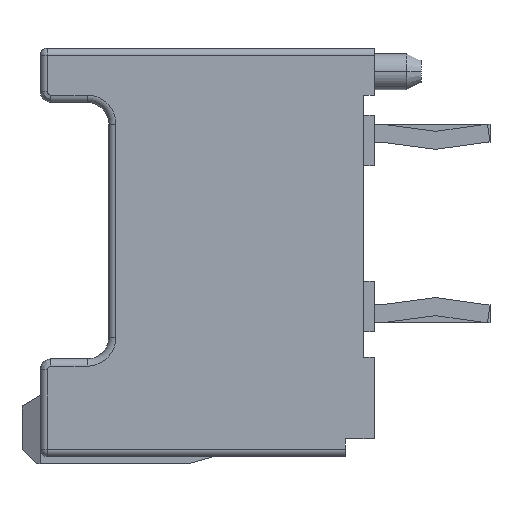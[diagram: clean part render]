
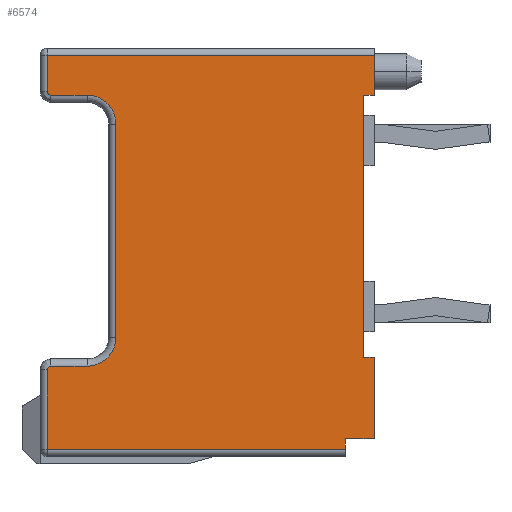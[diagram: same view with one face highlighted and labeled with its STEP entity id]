
A CAD part, left-side view. The second image highlights one B-rep face of the part: STEP entity #6574.
In plain terms, the highlighted planar face has unit normal (-1, 0, 0).
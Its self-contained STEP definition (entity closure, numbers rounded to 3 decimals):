
#1=DIRECTION('',(0.,0.,-1.));
#2=VECTOR('',#1,1.1);
#3=CARTESIAN_POINT('',(-8.7,0.,-0.2));
#4=LINE('',#3,#2);
#5=DIRECTION('',(0.,1.,0.));
#6=VECTOR('',#5,0.3);
#7=CARTESIAN_POINT('',(-8.7,0.,-1.3));
#8=LINE('',#7,#6);
#9=DIRECTION('',(0.,0.,1.));
#10=VECTOR('',#9,7.25);
#11=CARTESIAN_POINT('',(-8.7,0.3,-8.55));
#12=LINE('',#11,#10);
#13=DIRECTION('',(0.,1.,0.));
#14=VECTOR('',#13,0.3);
#15=CARTESIAN_POINT('',(-8.7,0.,-8.55));
#16=LINE('',#15,#14);
#17=DIRECTION('',(0.,0.,-1.));
#18=VECTOR('',#17,2.25);
#19=CARTESIAN_POINT('',(-8.7,0.,-8.55));
#20=LINE('',#19,#18);
#21=DIRECTION('',(0.,1.,0.));
#22=VECTOR('',#21,0.8);
#23=CARTESIAN_POINT('',(-8.7,0.,-10.8));
#24=LINE('',#23,#22);
#25=DIRECTION('',(0.,0.,-1.));
#26=VECTOR('',#25,0.3);
#27=CARTESIAN_POINT('',(-8.7,0.8,-10.8));
#28=LINE('',#27,#26);
#29=DIRECTION('',(0.,0.,-1.));
#30=VECTOR('',#29,1.);
#31=CARTESIAN_POINT('',(-8.7,9.05,-0.2));
#32=LINE('',#31,#30);
#42=CARTESIAN_POINT('',(-8.7,8.95,-1.2));
#43=DIRECTION('',(-1.,0.,0.));
#44=DIRECTION('',(0.,1.,0.));
#45=AXIS2_PLACEMENT_3D('',#42,#43,#44);
#57=DIRECTION('',(0.,-1.,0.));
#58=VECTOR('',#57,1.);
#59=CARTESIAN_POINT('',(-8.7,8.95,-1.3));
#60=LINE('',#59,#58);
#70=CARTESIAN_POINT('',(-8.7,7.95,-2.1));
#71=DIRECTION('',(1.,0.,0.));
#72=DIRECTION('',(0.,0.,1.));
#73=AXIS2_PLACEMENT_3D('',#70,#71,#72);
#85=DIRECTION('',(0.,0.,-1.));
#86=VECTOR('',#85,5.9);
#87=CARTESIAN_POINT('',(-8.7,7.15,-2.1));
#88=LINE('',#87,#86);
#98=CARTESIAN_POINT('',(-8.7,7.95,-8.));
#99=DIRECTION('',(1.,0.,0.));
#100=DIRECTION('',(0.,-1.,0.));
#101=AXIS2_PLACEMENT_3D('',#98,#99,#100);
#113=DIRECTION('',(0.,1.,0.));
#114=VECTOR('',#113,1.);
#115=CARTESIAN_POINT('',(-8.7,7.95,-8.8));
#116=LINE('',#115,#114);
#126=CARTESIAN_POINT('',(-8.7,8.95,-8.9));
#127=DIRECTION('',(-1.,0.,0.));
#128=DIRECTION('',(0.,0.,1.));
#129=AXIS2_PLACEMENT_3D('',#126,#127,#128);
#141=DIRECTION('',(0.,0.,-1.));
#142=VECTOR('',#141,2.2);
#143=CARTESIAN_POINT('',(-8.7,9.05,-8.9));
#144=LINE('',#143,#142);
#159=DIRECTION('',(0.,-1.,0.));
#160=VECTOR('',#159,8.25);
#161=CARTESIAN_POINT('',(-8.7,9.05,-11.1));
#162=LINE('',#161,#160);
#2709=DIRECTION('',(0.,1.,0.));
#2710=VECTOR('',#2709,9.05);
#2711=CARTESIAN_POINT('',(-8.7,0.,-0.2));
#2712=LINE('',#2711,#2710);
#5351=CARTESIAN_POINT('',(-8.7,0.,-8.55));
#5352=CARTESIAN_POINT('',(-8.7,0.3,-8.55));
#5353=VERTEX_POINT('',#5351);
#5354=VERTEX_POINT('',#5352);
#5355=CARTESIAN_POINT('',(-8.7,0.3,-1.3));
#5356=VERTEX_POINT('',#5355);
#5357=CARTESIAN_POINT('',(-8.7,0.,-1.3));
#5358=VERTEX_POINT('',#5357);
#5363=CARTESIAN_POINT('',(-8.7,0.,-10.8));
#5364=VERTEX_POINT('',#5363);
#6319=CARTESIAN_POINT('',(-8.7,9.05,-0.2));
#6320=CARTESIAN_POINT('',(-8.7,9.05,-1.2));
#6321=VERTEX_POINT('',#6319);
#6322=VERTEX_POINT('',#6320);
#6325=CARTESIAN_POINT('',(-8.7,8.95,-1.3));
#6326=VERTEX_POINT('',#6325);
#6329=CARTESIAN_POINT('',(-8.7,7.95,-1.3));
#6330=VERTEX_POINT('',#6329);
#6333=CARTESIAN_POINT('',(-8.7,7.15,-2.1));
#6334=VERTEX_POINT('',#6333);
#6337=CARTESIAN_POINT('',(-8.7,7.15,-8.));
#6338=VERTEX_POINT('',#6337);
#6341=CARTESIAN_POINT('',(-8.7,7.95,-8.8));
#6342=VERTEX_POINT('',#6341);
#6345=CARTESIAN_POINT('',(-8.7,8.95,-8.8));
#6346=VERTEX_POINT('',#6345);
#6349=CARTESIAN_POINT('',(-8.7,9.05,-8.9));
#6350=VERTEX_POINT('',#6349);
#6353=CARTESIAN_POINT('',(-8.7,9.05,-11.1));
#6354=VERTEX_POINT('',#6353);
#6363=CARTESIAN_POINT('',(-8.7,0.8,-11.1));
#6364=VERTEX_POINT('',#6363);
#6367=CARTESIAN_POINT('',(-8.7,0.,-0.2));
#6368=VERTEX_POINT('',#6367);
#6479=CARTESIAN_POINT('',(-8.7,0.8,-10.8));
#6480=VERTEX_POINT('',#6479);
#6531=CARTESIAN_POINT('',(-8.7,0.,0.));
#6532=DIRECTION('',(1.,0.,0.));
#6533=DIRECTION('',(0.,0.,-1.));
#6534=AXIS2_PLACEMENT_3D('',#6531,#6532,#6533);
#6535=PLANE('',#6534);
#6537=ORIENTED_EDGE('',*,*,#6536,.F.);
#6539=ORIENTED_EDGE('',*,*,#6538,.F.);
#6541=ORIENTED_EDGE('',*,*,#6540,.T.);
#6543=ORIENTED_EDGE('',*,*,#6542,.T.);
#6545=ORIENTED_EDGE('',*,*,#6544,.F.);
#6547=ORIENTED_EDGE('',*,*,#6546,.F.);
#6549=ORIENTED_EDGE('',*,*,#6548,.T.);
#6551=ORIENTED_EDGE('',*,*,#6550,.T.);
#6553=ORIENTED_EDGE('',*,*,#6552,.T.);
#6555=ORIENTED_EDGE('',*,*,#6554,.F.);
#6557=ORIENTED_EDGE('',*,*,#6556,.F.);
#6559=ORIENTED_EDGE('',*,*,#6558,.F.);
#6561=ORIENTED_EDGE('',*,*,#6560,.F.);
#6563=ORIENTED_EDGE('',*,*,#6562,.F.);
#6565=ORIENTED_EDGE('',*,*,#6564,.F.);
#6567=ORIENTED_EDGE('',*,*,#6566,.F.);
#6569=ORIENTED_EDGE('',*,*,#6568,.F.);
#6571=ORIENTED_EDGE('',*,*,#6570,.F.);
#6572=EDGE_LOOP('',(#6537,#6539,#6541,#6543,#6545,#6547,#6549,#6551,#6553,#6555,
#6557,#6559,#6561,#6563,#6565,#6567,#6569,#6571));
#6573=FACE_OUTER_BOUND('',#6572,.F.);
#6574=ADVANCED_FACE('',(#6573),#6535,.F.);
#46=CIRCLE('',#45,0.1);
#74=CIRCLE('',#73,0.8);
#102=CIRCLE('',#101,0.8);
#130=CIRCLE('',#129,0.1);
#6536=EDGE_CURVE('',#6321,#6322,#32,.T.);
#6538=EDGE_CURVE('',#6368,#6321,#2712,.T.);
#6540=EDGE_CURVE('',#6368,#5358,#4,.T.);
#6542=EDGE_CURVE('',#5358,#5356,#8,.T.);
#6544=EDGE_CURVE('',#5354,#5356,#12,.T.);
#6546=EDGE_CURVE('',#5353,#5354,#16,.T.);
#6548=EDGE_CURVE('',#5353,#5364,#20,.T.);
#6550=EDGE_CURVE('',#5364,#6480,#24,.T.);
#6552=EDGE_CURVE('',#6480,#6364,#28,.T.);
#6554=EDGE_CURVE('',#6354,#6364,#162,.T.);
#6556=EDGE_CURVE('',#6350,#6354,#144,.T.);
#6558=EDGE_CURVE('',#6346,#6350,#130,.T.);
#6560=EDGE_CURVE('',#6342,#6346,#116,.T.);
#6562=EDGE_CURVE('',#6338,#6342,#102,.T.);
#6564=EDGE_CURVE('',#6334,#6338,#88,.T.);
#6566=EDGE_CURVE('',#6330,#6334,#74,.T.);
#6568=EDGE_CURVE('',#6326,#6330,#60,.T.);
#6570=EDGE_CURVE('',#6322,#6326,#46,.T.);
